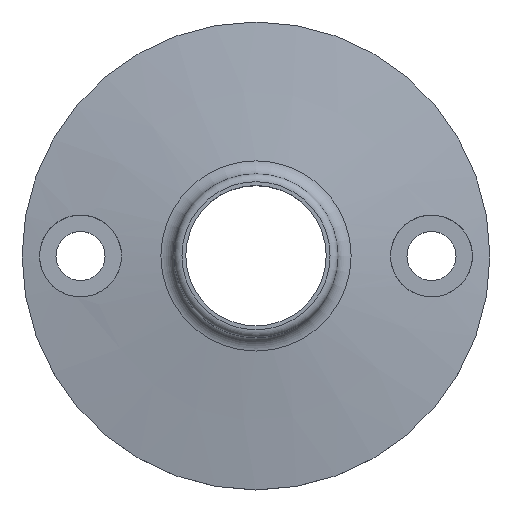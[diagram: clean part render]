
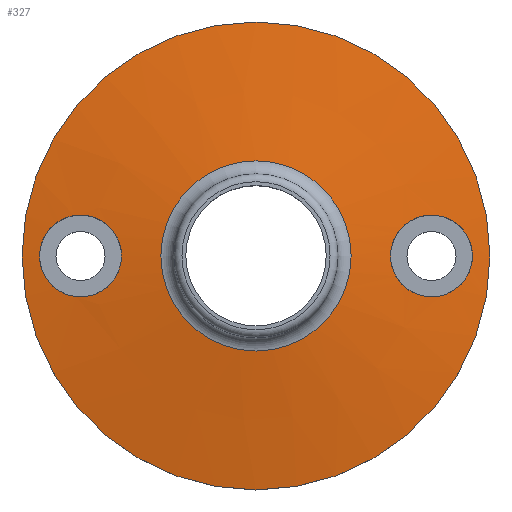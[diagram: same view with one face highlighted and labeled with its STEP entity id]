
A CAD part, top view. The second image highlights one B-rep face of the part: STEP entity #327.
In plain terms, the highlighted conical face has half-angle 81.254 degrees and reference radius 20.25 mm.
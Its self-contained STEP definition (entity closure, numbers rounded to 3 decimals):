
#15=CONICAL_SURFACE('',#373,20.25,1.418);
#20=FACE_BOUND('',#68,.T.);
#43=FACE_OUTER_BOUND('',#67,.T.);
#67=EDGE_LOOP('',(#248,#249,#250,#251,#252,#253,#254,#255,#256));
#68=EDGE_LOOP('',(#257,#258));
#96=CIRCLE('',#366,12.196);
#102=CIRCLE('',#374,30.);
#121=LINE('',#627,#134);
#122=LINE('',#628,#135);
#134=VECTOR('',#446,20.25);
#135=VECTOR('',#447,20.25);
#144=B_SPLINE_CURVE_WITH_KNOTS('',3,(#520,#521,#522,#523,#524,#525,#526,
#527,#528,#529,#530,#531,#532,#533,#534,#535,#536,#537,#538,#539,#540,#541,
#542,#543,#544,#545),.UNSPECIFIED.,.F.,.F.,(4,2,2,2,2,2,2,2,2,2,2,2,4),
(0.,0.231,0.462,0.692,0.922,
1.151,1.381,1.612,1.843,2.013,
2.182,2.349,2.516),.UNSPECIFIED.);
#145=B_SPLINE_CURVE_WITH_KNOTS('',3,(#546,#547,#548,#549,#550,#551,#552,
#553,#554,#555),.UNSPECIFIED.,.F.,.F.,(4,2,2,2,4),(2.516,2.682,
2.849,3.019,3.188),.UNSPECIFIED.);
#146=B_SPLINE_CURVE_WITH_KNOTS('',3,(#565,#566,#567,#568,#569,#570,#571,
#572,#573,#574),.UNSPECIFIED.,.F.,.F.,(4,2,2,2,4),(0.,0.231,
0.462,0.692,0.922),.UNSPECIFIED.);
#147=B_SPLINE_CURVE_WITH_KNOTS('',3,(#576,#577,#578,#579,#580,#581,#582,
#583,#584,#585),.UNSPECIFIED.,.F.,.F.,(4,2,2,2,4),(2.516,2.682,
2.849,3.019,3.188),.UNSPECIFIED.);
#148=B_SPLINE_CURVE_WITH_KNOTS('',3,(#586,#587,#588,#589,#590,#591,#592,
#593,#594,#595,#596,#597,#598,#599,#600,#601,#602,#603),.UNSPECIFIED.,.F.,
 .F.,(4,2,2,2,2,2,2,2,4),(0.922,1.151,1.381,
1.612,1.843,2.013,2.182,2.349,
2.516),.UNSPECIFIED.);
#149=VERTEX_POINT('',#518);
#150=VERTEX_POINT('',#519);
#153=VERTEX_POINT('',#563);
#154=VERTEX_POINT('',#564);
#155=VERTEX_POINT('',#575);
#158=VERTEX_POINT('',#611);
#163=VERTEX_POINT('',#625);
#178=EDGE_CURVE('',#149,#150,#144,.T.);
#179=EDGE_CURVE('',#150,#149,#145,.T.);
#183=EDGE_CURVE('',#153,#154,#146,.T.);
#184=EDGE_CURVE('',#155,#153,#147,.T.);
#185=EDGE_CURVE('',#154,#155,#148,.T.);
#189=EDGE_CURVE('',#158,#158,#96,.T.);
#196=EDGE_CURVE('',#163,#163,#102,.T.);
#197=EDGE_CURVE('',#163,#154,#121,.T.);
#198=EDGE_CURVE('',#155,#158,#122,.T.);
#248=ORIENTED_EDGE('',*,*,#196,.F.);
#249=ORIENTED_EDGE('',*,*,#197,.T.);
#250=ORIENTED_EDGE('',*,*,#185,.T.);
#251=ORIENTED_EDGE('',*,*,#198,.T.);
#252=ORIENTED_EDGE('',*,*,#189,.F.);
#253=ORIENTED_EDGE('',*,*,#198,.F.);
#254=ORIENTED_EDGE('',*,*,#184,.T.);
#255=ORIENTED_EDGE('',*,*,#183,.T.);
#256=ORIENTED_EDGE('',*,*,#197,.F.);
#257=ORIENTED_EDGE('',*,*,#178,.T.);
#258=ORIENTED_EDGE('',*,*,#179,.T.);
#327=ADVANCED_FACE('',(#43,#20),#15,.T.);
#366=AXIS2_PLACEMENT_3D('',#612,#427,#428);
#373=AXIS2_PLACEMENT_3D('',#624,#442,#443);
#374=AXIS2_PLACEMENT_3D('',#626,#444,#445);
#427=DIRECTION('center_axis',(0.,0.,1.));
#428=DIRECTION('ref_axis',(-1.,0.,0.));
#442=DIRECTION('center_axis',(0.,0.,-1.));
#443=DIRECTION('ref_axis',(1.,0.,0.));
#444=DIRECTION('center_axis',(0.,0.,-1.));
#445=DIRECTION('ref_axis',(1.,0.,0.));
#446=DIRECTION('',(0.988,0.,0.152));
#447=DIRECTION('',(0.988,0.,0.152));
#518=CARTESIAN_POINT('',(21.275,5.105,11.249));
#519=CARTESIAN_POINT('',(17.25,0.,11.962));
#520=CARTESIAN_POINT('Ctrl Pts',(21.275,5.105,11.249));
#521=CARTESIAN_POINT('Ctrl Pts',(22.016,5.283,11.132));
#522=CARTESIAN_POINT('Ctrl Pts',(22.839,5.3,11.009));
#523=CARTESIAN_POINT('Ctrl Pts',(24.405,4.957,10.784));
#524=CARTESIAN_POINT('Ctrl Pts',(25.149,4.597,10.683));
#525=CARTESIAN_POINT('Ctrl Pts',(26.348,3.651,10.524));
#526=CARTESIAN_POINT('Ctrl Pts',(26.872,3.015,10.457));
#527=CARTESIAN_POINT('Ctrl Pts',(27.573,1.572,10.368));
#528=CARTESIAN_POINT('Ctrl Pts',(27.75,0.765,10.346));
#529=CARTESIAN_POINT('Ctrl Pts',(27.75,-0.765,10.346));
#530=CARTESIAN_POINT('Ctrl Pts',(27.573,-1.572,10.368));
#531=CARTESIAN_POINT('Ctrl Pts',(26.872,-3.015,10.457));
#532=CARTESIAN_POINT('Ctrl Pts',(26.348,-3.651,10.524));
#533=CARTESIAN_POINT('Ctrl Pts',(25.149,-4.597,10.683));
#534=CARTESIAN_POINT('Ctrl Pts',(24.405,-4.957,10.784));
#535=CARTESIAN_POINT('Ctrl Pts',(22.839,-5.3,11.009));
#536=CARTESIAN_POINT('Ctrl Pts',(22.016,-5.283,11.132));
#537=CARTESIAN_POINT('Ctrl Pts',(20.733,-4.975,11.335));
#538=CARTESIAN_POINT('Ctrl Pts',(20.17,-4.743,11.428));
#539=CARTESIAN_POINT('Ctrl Pts',(19.162,-4.096,11.601));
#540=CARTESIAN_POINT('Ctrl Pts',(18.715,-3.681,11.682));
#541=CARTESIAN_POINT('Ctrl Pts',(18.028,-2.805,11.809));
#542=CARTESIAN_POINT('Ctrl Pts',(17.733,-2.279,11.866));
#543=CARTESIAN_POINT('Ctrl Pts',(17.344,-1.154,11.942));
#544=CARTESIAN_POINT('Ctrl Pts',(17.25,-0.556,11.962));
#545=CARTESIAN_POINT('Ctrl Pts',(17.25,0.,11.962));
#546=CARTESIAN_POINT('Ctrl Pts',(17.25,0.,11.962));
#547=CARTESIAN_POINT('Ctrl Pts',(17.25,0.556,11.962));
#548=CARTESIAN_POINT('Ctrl Pts',(17.344,1.154,11.942));
#549=CARTESIAN_POINT('Ctrl Pts',(17.733,2.279,11.866));
#550=CARTESIAN_POINT('Ctrl Pts',(18.028,2.805,11.809));
#551=CARTESIAN_POINT('Ctrl Pts',(18.715,3.681,11.682));
#552=CARTESIAN_POINT('Ctrl Pts',(19.162,4.096,11.601));
#553=CARTESIAN_POINT('Ctrl Pts',(20.17,4.743,11.428));
#554=CARTESIAN_POINT('Ctrl Pts',(20.733,4.975,11.335));
#555=CARTESIAN_POINT('Ctrl Pts',(21.275,5.105,11.249));
#563=CARTESIAN_POINT('',(-21.275,-5.105,11.249));
#564=CARTESIAN_POINT('',(-27.75,0.,10.346));
#565=CARTESIAN_POINT('Ctrl Pts',(-21.275,-5.105,11.249));
#566=CARTESIAN_POINT('Ctrl Pts',(-22.016,-5.283,11.132));
#567=CARTESIAN_POINT('Ctrl Pts',(-22.839,-5.3,11.009));
#568=CARTESIAN_POINT('Ctrl Pts',(-24.405,-4.957,10.784));
#569=CARTESIAN_POINT('Ctrl Pts',(-25.149,-4.597,10.683));
#570=CARTESIAN_POINT('Ctrl Pts',(-26.348,-3.651,10.524));
#571=CARTESIAN_POINT('Ctrl Pts',(-26.872,-3.015,10.457));
#572=CARTESIAN_POINT('Ctrl Pts',(-27.573,-1.572,10.368));
#573=CARTESIAN_POINT('Ctrl Pts',(-27.75,-0.765,10.346));
#574=CARTESIAN_POINT('Ctrl Pts',(-27.75,0.,10.346));
#575=CARTESIAN_POINT('',(-17.25,0.,11.962));
#576=CARTESIAN_POINT('Ctrl Pts',(-17.25,0.,11.962));
#577=CARTESIAN_POINT('Ctrl Pts',(-17.25,-0.556,11.962));
#578=CARTESIAN_POINT('Ctrl Pts',(-17.344,-1.154,11.942));
#579=CARTESIAN_POINT('Ctrl Pts',(-17.733,-2.279,11.866));
#580=CARTESIAN_POINT('Ctrl Pts',(-18.028,-2.805,11.809));
#581=CARTESIAN_POINT('Ctrl Pts',(-18.715,-3.681,11.682));
#582=CARTESIAN_POINT('Ctrl Pts',(-19.162,-4.096,11.601));
#583=CARTESIAN_POINT('Ctrl Pts',(-20.17,-4.743,11.428));
#584=CARTESIAN_POINT('Ctrl Pts',(-20.733,-4.975,11.335));
#585=CARTESIAN_POINT('Ctrl Pts',(-21.275,-5.105,11.249));
#586=CARTESIAN_POINT('Ctrl Pts',(-27.75,0.,10.346));
#587=CARTESIAN_POINT('Ctrl Pts',(-27.75,0.765,10.346));
#588=CARTESIAN_POINT('Ctrl Pts',(-27.573,1.572,10.368));
#589=CARTESIAN_POINT('Ctrl Pts',(-26.872,3.015,10.457));
#590=CARTESIAN_POINT('Ctrl Pts',(-26.348,3.651,10.524));
#591=CARTESIAN_POINT('Ctrl Pts',(-25.149,4.597,10.683));
#592=CARTESIAN_POINT('Ctrl Pts',(-24.405,4.957,10.784));
#593=CARTESIAN_POINT('Ctrl Pts',(-22.839,5.3,11.009));
#594=CARTESIAN_POINT('Ctrl Pts',(-22.016,5.283,11.132));
#595=CARTESIAN_POINT('Ctrl Pts',(-20.733,4.975,11.335));
#596=CARTESIAN_POINT('Ctrl Pts',(-20.17,4.743,11.428));
#597=CARTESIAN_POINT('Ctrl Pts',(-19.162,4.096,11.601));
#598=CARTESIAN_POINT('Ctrl Pts',(-18.715,3.681,11.682));
#599=CARTESIAN_POINT('Ctrl Pts',(-18.028,2.805,11.809));
#600=CARTESIAN_POINT('Ctrl Pts',(-17.733,2.279,11.866));
#601=CARTESIAN_POINT('Ctrl Pts',(-17.344,1.154,11.942));
#602=CARTESIAN_POINT('Ctrl Pts',(-17.25,0.556,11.962));
#603=CARTESIAN_POINT('Ctrl Pts',(-17.25,0.,11.962));
#611=CARTESIAN_POINT('',(-12.196,0.,12.739));
#612=CARTESIAN_POINT('Origin',(0.,0.,12.739));
#624=CARTESIAN_POINT('Origin',(0.,0.,11.5));
#625=CARTESIAN_POINT('',(-30.,0.,10.));
#626=CARTESIAN_POINT('Origin',(0.,0.,10.));
#627=CARTESIAN_POINT('',(-20.25,0.,11.5));
#628=CARTESIAN_POINT('',(-20.25,0.,11.5));
